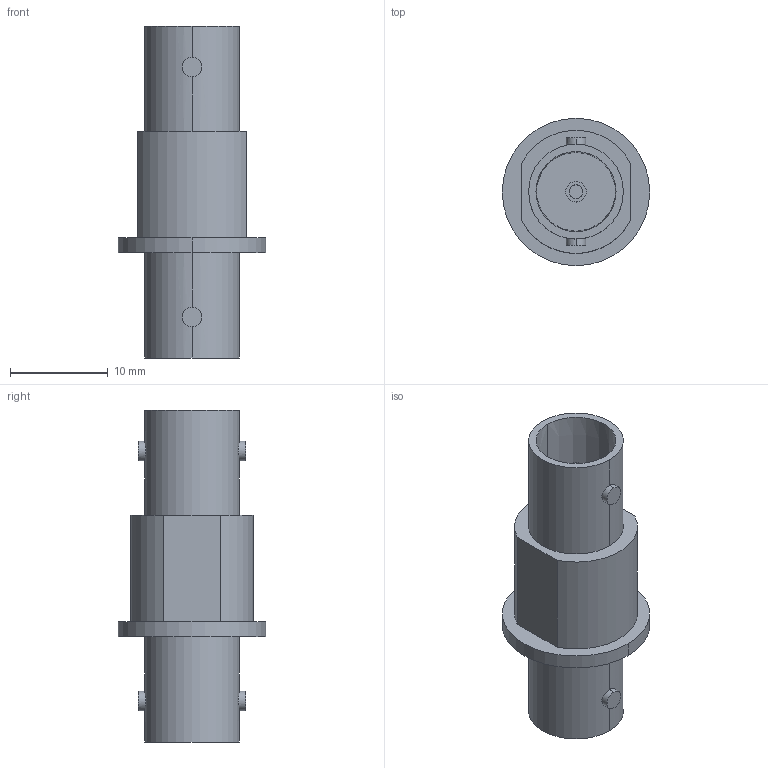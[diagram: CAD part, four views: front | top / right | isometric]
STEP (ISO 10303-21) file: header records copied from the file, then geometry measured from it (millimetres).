
FILE_DESCRIPTION((''),'2;1');
FILE_NAME('D-NBB75FG','2019-10-22T13:08:30',('phk'),(''),'CREO PARAMETRIC BY PTC INC, 2019080','CREO PARAMETRIC BY PTC INC, 2019080','');
FILE_SCHEMA(('CONFIG_CONTROL_DESIGN'));
Length unit declared in the file: millimetre
Products named in the file (1): D-NBB75FG
Bounding box: 15.1 x 15.1 x 34 mm (x, y, z)
Volume: 2305.4 mm3; surface area: 2074.4 mm2
Topology: 1 solids, 1 shells, 45 faces, 94 edges, 60 vertices
Faces by surface type: cylinder 24, plane 17, cone 4
Entity records: 1362 total; most frequent: CARTESIAN_POINT 327, DIRECTION 224, ORIENTED_EDGE 188, EDGE_CURVE 94, AXIS2_PLACEMENT_3D 93, VERTEX_POINT 60, EDGE_LOOP 54, CIRCLE 48
